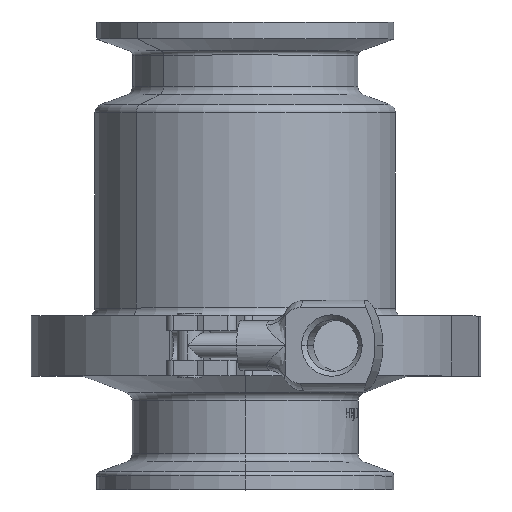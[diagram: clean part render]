
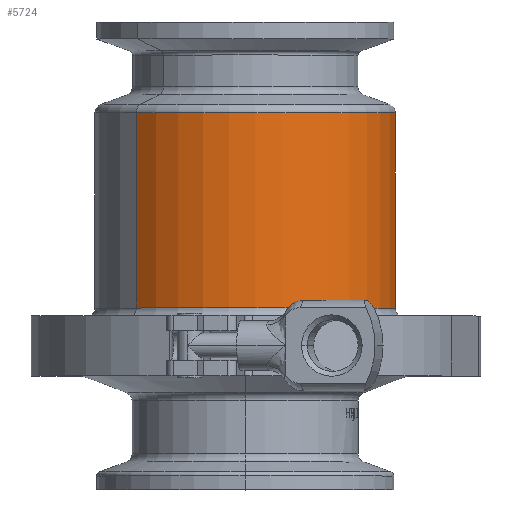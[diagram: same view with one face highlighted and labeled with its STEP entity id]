
A CAD part, top view. The second image highlights one B-rep face of the part: STEP entity #5724.
In plain terms, the highlighted cylindrical face has radius 25.502 mm (diameter 51.003 mm), a partial arc.
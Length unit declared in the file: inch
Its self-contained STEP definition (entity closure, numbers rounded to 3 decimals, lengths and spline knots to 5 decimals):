
#301 = CARTESIAN_POINT ( 'NONE',  ( 0.72576, 1.21091, -0.69375 ) ) ;
#378 = CARTESIAN_POINT ( 'NONE',  ( 0.72576, 2.51349, -0.69375 ) ) ;
#1107 = FACE_OUTER_BOUND ( 'NONE', #9295, .T. ) ;
#1131 = DIRECTION ( 'NONE',  ( -0.723, 0., 0.691 ) ) ;
#1141 = CARTESIAN_POINT ( 'NONE',  ( -0.72576, 3.118, 0.69375 ) ) ;
#1572 = DIRECTION ( 'NONE',  ( 0.723, 0., -0.691 ) ) ;
#2002 = VERTEX_POINT ( 'NONE', #3325 ) ;
#2316 = VECTOR ( 'NONE', #8492, 39.37008 ) ;
#2759 = AXIS2_PLACEMENT_3D ( 'NONE', #10501, #3880, #7114 ) ;
#3325 = CARTESIAN_POINT ( 'NONE',  ( -0.72576, 2.51349, 0.69375 ) ) ;
#3548 = ORIENTED_EDGE ( 'NONE', *, *, #5391, .T. ) ;
#3562 = CIRCLE ( 'NONE', #2759, 1.004 ) ;
#3880 = DIRECTION ( 'NONE',  ( 0., 1., 0. ) ) ;
#4034 = EDGE_CURVE ( 'NONE', #6406, #2002, #8596, .T. ) ;
#4046 = AXIS2_PLACEMENT_3D ( 'NONE', #10102, #8540, #1131 ) ;
#4513 = ORIENTED_EDGE ( 'NONE', *, *, #6691, .T. ) ;
#5391 = EDGE_CURVE ( 'NONE', #8997, #6556, #6608, .T. ) ;
#5540 = CARTESIAN_POINT ( 'NONE',  ( 0., 3.118, 0. ) ) ;
#5724 = ADVANCED_FACE ( 'Defeatured_0_6', ( #1107 ), #8359, .T. ) ;
#5797 = CARTESIAN_POINT ( 'NONE',  ( -0.72576, 1.21091, 0.69375 ) ) ;
#6370 = VECTOR ( 'NONE', #6798, 39.37008 ) ;
#6406 = VERTEX_POINT ( 'NONE', #5797 ) ;
#6556 = VERTEX_POINT ( 'NONE', #378 ) ;
#6608 = LINE ( 'NONE', #8609, #2316 ) ;
#6691 = EDGE_CURVE ( 'Defeatured_0_6+Defeatured_0_12+Defeatured_0_12+Defeatured_0_12', #6406, #8997, #3562, .T. ) ;
#6798 = DIRECTION ( 'NONE',  ( 0., 1., 0. ) ) ;
#7114 = DIRECTION ( 'NONE',  ( 0.723, 0., -0.691 ) ) ;
#7208 = DIRECTION ( 'NONE',  ( 0., 1., 0. ) ) ;
#8320 = ORIENTED_EDGE ( 'NONE', *, *, #4034, .F. ) ;
#8359 = CYLINDRICAL_SURFACE ( 'NONE', #9465, 1.004 ) ;
#8492 = DIRECTION ( 'NONE',  ( 0., 1., 0. ) ) ;
#8540 = DIRECTION ( 'NONE',  ( 0., -1., 0. ) ) ;
#8596 = LINE ( 'NONE', #1141, #6370 ) ;
#8609 = CARTESIAN_POINT ( 'NONE',  ( 0.72576, 3.118, -0.69375 ) ) ;
#8938 = ORIENTED_EDGE ( 'NONE', *, *, #9013, .T. ) ;
#8997 = VERTEX_POINT ( 'NONE', #301 ) ;
#9013 = EDGE_CURVE ( 'Defeatured_0_6+Defeatured_0_11+Defeatured_0_11+Defeatured_0_11', #6556, #2002, #10193, .T. ) ;
#9295 = EDGE_LOOP ( 'NONE', ( #8320, #4513, #3548, #8938 ) ) ;
#9465 = AXIS2_PLACEMENT_3D ( 'NONE', #5540, #7208, #1572 ) ;
#10102 = CARTESIAN_POINT ( 'NONE',  ( 0., 2.51349, 0. ) ) ;
#10193 = CIRCLE ( 'NONE', #4046, 1.004 ) ;
#10501 = CARTESIAN_POINT ( 'NONE',  ( 0., 1.21091, 0. ) ) ;
